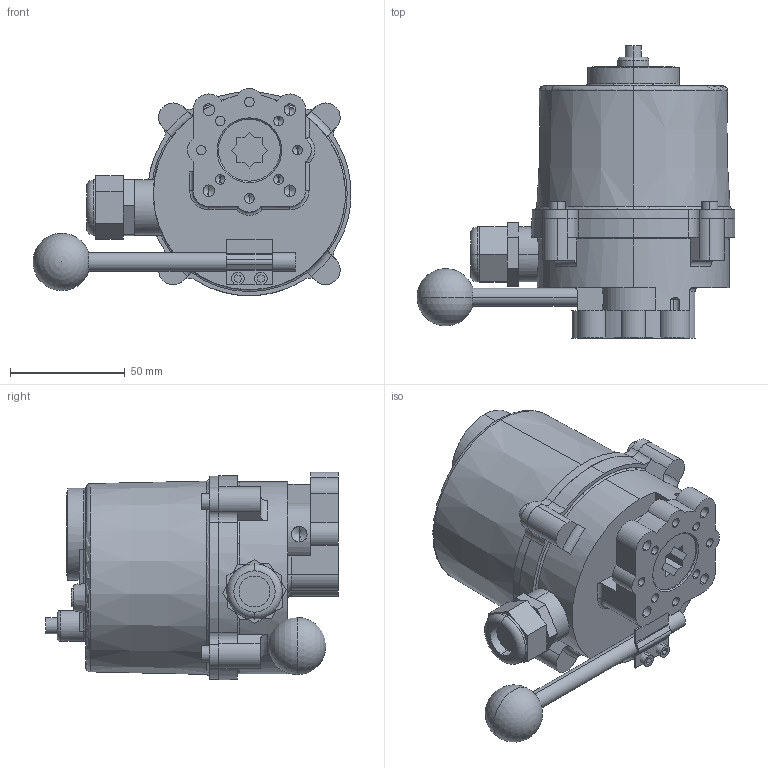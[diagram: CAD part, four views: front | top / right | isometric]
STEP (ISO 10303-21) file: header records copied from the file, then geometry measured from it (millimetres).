
FILE_DESCRIPTION (( 'STEP AP214' ), '1' );
FILE_NAME ('5630-HQ-004.STEP', '2014-04-22T18:28:02', ( 'JR' ), ( 'HP' ), 'SwSTEP 2.0', 'SolidWorks 2014', '' );
FILE_SCHEMA (( 'AUTOMOTIVE_DESIGN' ));
Length unit declared in the file: millimetre
Products named in the file (1): 5630-HQ-004
Bounding box: 138.64 x 127.5 x 90.43 mm (x, y, z)
Volume: 580726 mm3; surface area: 57386.1 mm2
Topology: 4 solids, 4 shells, 353 faces, 929 edges, 586 vertices
Faces by surface type: plane 165, cylinder 133, cone 26, torus 26, sphere 2, bspline 1
Entity records: 11711 total; most frequent: CARTESIAN_POINT 2497, DIRECTION 1927, ORIENTED_EDGE 1812, EDGE_CURVE 906, AXIS2_PLACEMENT_3D 711, VERTEX_POINT 583, VECTOR 505, LINE 505
